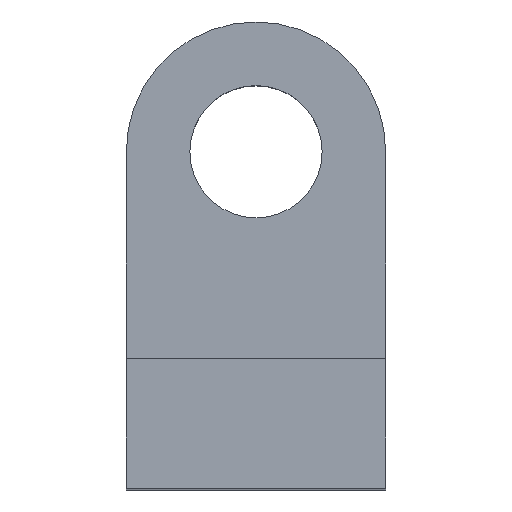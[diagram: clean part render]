
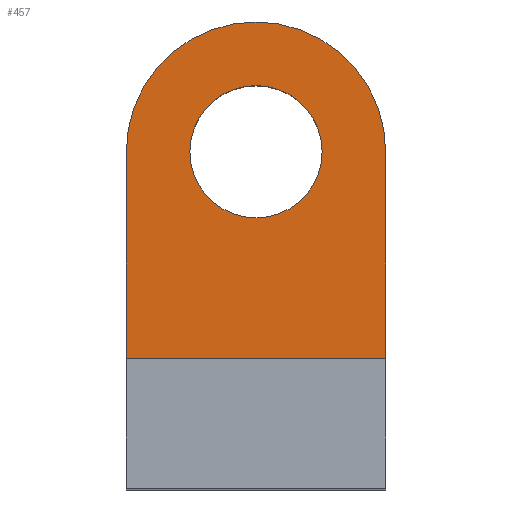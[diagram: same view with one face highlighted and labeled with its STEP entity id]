
A CAD part, top view. The second image highlights one B-rep face of the part: STEP entity #457.
In plain terms, the highlighted planar face has unit normal (0, 0, 1).
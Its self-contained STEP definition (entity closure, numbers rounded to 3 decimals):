
#9 = CIRCLE ( 'NONE', #12, 5. ) ;
#10 = CIRCLE ( 'NONE', #295, 2.55 ) ;
#12 = AXIS2_PLACEMENT_3D ( 'NONE', #559, #136, #100 ) ;
#28 = DIRECTION ( 'NONE',  ( 1., 0., 0. ) ) ;
#71 = CARTESIAN_POINT ( 'NONE',  ( 5., -1.978, 4. ) ) ;
#74 = VERTEX_POINT ( 'NONE', #388 ) ;
#100 = DIRECTION ( 'NONE',  ( 1., 0., 0. ) ) ;
#104 = EDGE_CURVE ( 'NONE', #562, #494, #250, .T. ) ;
#136 = DIRECTION ( 'NONE',  ( 0., 0., 1. ) ) ;
#137 = CARTESIAN_POINT ( 'NONE',  ( 2.55, 6.022, 4. ) ) ;
#146 = EDGE_LOOP ( 'NONE', ( #605, #546, #369, #582 ) ) ;
#209 = DIRECTION ( 'NONE',  ( 1., 0., 0. ) ) ;
#250 = LINE ( 'NONE', #484, #523 ) ;
#254 = LINE ( 'NONE', #378, #568 ) ;
#261 = PLANE ( 'NONE',  #450 ) ;
#262 = DIRECTION ( 'NONE',  ( 0., 0., 1. ) ) ;
#290 = CARTESIAN_POINT ( 'NONE',  ( -2.55, 6.022, 4. ) ) ;
#295 = AXIS2_PLACEMENT_3D ( 'NONE', #312, #262, #503 ) ;
#304 = CARTESIAN_POINT ( 'NONE',  ( -5., -1.978, 4. ) ) ;
#308 = EDGE_LOOP ( 'NONE', ( #565, #489 ) ) ;
#309 = EDGE_CURVE ( 'NONE', #382, #562, #551, .T. ) ;
#312 = CARTESIAN_POINT ( 'NONE',  ( 0., 6.022, 4. ) ) ;
#328 = VERTEX_POINT ( 'NONE', #137 ) ;
#329 = EDGE_CURVE ( 'NONE', #501, #328, #10, .T. ) ;
#352 = CARTESIAN_POINT ( 'NONE',  ( 0., 6.022, 4. ) ) ;
#354 = EDGE_CURVE ( 'NONE', #328, #501, #506, .T. ) ;
#364 = CARTESIAN_POINT ( 'NONE',  ( -5., -1.978, 4. ) ) ;
#369 = ORIENTED_EDGE ( 'NONE', *, *, #104, .T. ) ;
#378 = CARTESIAN_POINT ( 'NONE',  ( 5., -1.978, 4. ) ) ;
#382 = VERTEX_POINT ( 'NONE', #514 ) ;
#388 = CARTESIAN_POINT ( 'NONE',  ( 5., 6.022, 4. ) ) ;
#390 = AXIS2_PLACEMENT_3D ( 'NONE', #448, #400, #209 ) ;
#400 = DIRECTION ( 'NONE',  ( 0., 0., 1. ) ) ;
#418 = EDGE_CURVE ( 'NONE', #494, #74, #254, .T. ) ;
#422 = VECTOR ( 'NONE', #500, 1000. ) ;
#426 = DIRECTION ( 'NONE',  ( 1., 0., 0. ) ) ;
#438 = DIRECTION ( 'NONE',  ( 0., 1., 0. ) ) ;
#444 = DIRECTION ( 'NONE',  ( 0., 0., 1. ) ) ;
#448 = CARTESIAN_POINT ( 'NONE',  ( 0., 6.022, 4. ) ) ;
#450 = AXIS2_PLACEMENT_3D ( 'NONE', #352, #444, #28 ) ;
#457 = ADVANCED_FACE ( 'NONE', ( #487, #547 ), #261, .T. ) ;
#484 = CARTESIAN_POINT ( 'NONE',  ( 5., -1.978, 4. ) ) ;
#487 = FACE_OUTER_BOUND ( 'NONE', #146, .T. ) ;
#489 = ORIENTED_EDGE ( 'NONE', *, *, #329, .F. ) ;
#494 = VERTEX_POINT ( 'NONE', #71 ) ;
#500 = DIRECTION ( 'NONE',  ( 0., -1., 0. ) ) ;
#501 = VERTEX_POINT ( 'NONE', #290 ) ;
#503 = DIRECTION ( 'NONE',  ( 1., 0., 0. ) ) ;
#506 = CIRCLE ( 'NONE', #390, 2.55 ) ;
#514 = CARTESIAN_POINT ( 'NONE',  ( -5., 6.022, 4. ) ) ;
#523 = VECTOR ( 'NONE', #426, 1000. ) ;
#546 = ORIENTED_EDGE ( 'NONE', *, *, #309, .T. ) ;
#547 = FACE_BOUND ( 'NONE', #308, .T. ) ;
#551 = LINE ( 'NONE', #304, #422 ) ;
#559 = CARTESIAN_POINT ( 'NONE',  ( 0., 6.022, 4. ) ) ;
#562 = VERTEX_POINT ( 'NONE', #364 ) ;
#565 = ORIENTED_EDGE ( 'NONE', *, *, #354, .F. ) ;
#568 = VECTOR ( 'NONE', #438, 1000. ) ;
#572 = EDGE_CURVE ( 'NONE', #74, #382, #9, .T. ) ;
#582 = ORIENTED_EDGE ( 'NONE', *, *, #418, .T. ) ;
#605 = ORIENTED_EDGE ( 'NONE', *, *, #572, .T. ) ;
